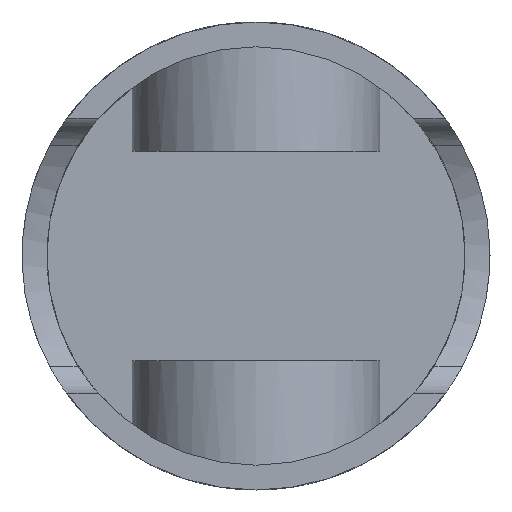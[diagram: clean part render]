
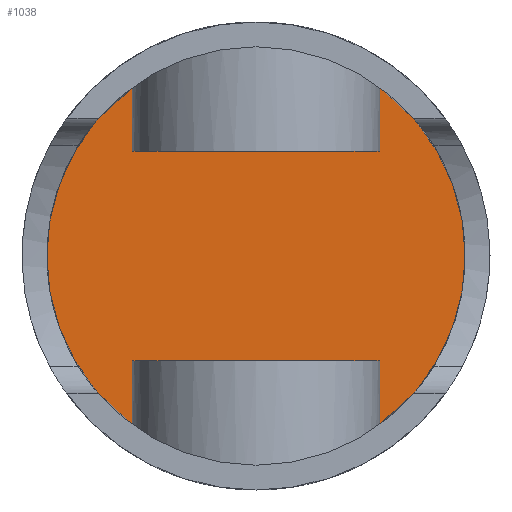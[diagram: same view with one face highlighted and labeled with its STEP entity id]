
A CAD part, front view. The second image highlights one B-rep face of the part: STEP entity #1038.
In plain terms, the highlighted planar face has unit normal (0, -1, 0).
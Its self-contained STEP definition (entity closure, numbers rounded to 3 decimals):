
#151 = CARTESIAN_POINT ( 'NONE',  ( 0., 85., -38. ) ) ;
#316 = DIRECTION ( 'NONE',  ( 0., 0., -1. ) ) ;
#336 = CARTESIAN_POINT ( 'NONE',  ( 0., 85., 0. ) ) ;
#387 = FACE_OUTER_BOUND ( 'NONE', #1100, .T. ) ;
#433 = CIRCLE ( 'NONE', #1437, 38. ) ;
#760 = EDGE_CURVE ( 'NONE', #1317, #1403, #433, .T. ) ;
#917 = ORIENTED_EDGE ( 'NONE', *, *, #760, .T. ) ;
#990 = ORIENTED_EDGE ( 'NONE', *, *, #1268, .T. ) ;
#1038 = ADVANCED_FACE ( 'NONE', ( #387 ), #1075, .T. ) ;
#1075 = PLANE ( 'NONE',  #2051 ) ;
#1100 = EDGE_LOOP ( 'NONE', ( #990, #917 ) ) ;
#1268 = EDGE_CURVE ( 'NONE', #1403, #1317, #1916, .T. ) ;
#1317 = VERTEX_POINT ( 'NONE', #2134 ) ;
#1403 = VERTEX_POINT ( 'NONE', #151 ) ;
#1405 = DIRECTION ( 'NONE',  ( 0., -1., 0. ) ) ;
#1437 = AXIS2_PLACEMENT_3D ( 'NONE', #1912, #1405, #2064 ) ;
#1574 = CARTESIAN_POINT ( 'NONE',  ( 0., 85., 0. ) ) ;
#1660 = DIRECTION ( 'NONE',  ( 0., -1., 0. ) ) ;
#1664 = DIRECTION ( 'NONE',  ( 0., -1., 0. ) ) ;
#1741 = AXIS2_PLACEMENT_3D ( 'NONE', #336, #1664, #316 ) ;
#1895 = DIRECTION ( 'NONE',  ( 0., 0., -1. ) ) ;
#1912 = CARTESIAN_POINT ( 'NONE',  ( 0., 85., 0. ) ) ;
#1916 = CIRCLE ( 'NONE', #1741, 38. ) ;
#2051 = AXIS2_PLACEMENT_3D ( 'NONE', #1574, #1660, #1895 ) ;
#2064 = DIRECTION ( 'NONE',  ( 0., 0., -1. ) ) ;
#2134 = CARTESIAN_POINT ( 'NONE',  ( 0., 85., 38. ) ) ;
